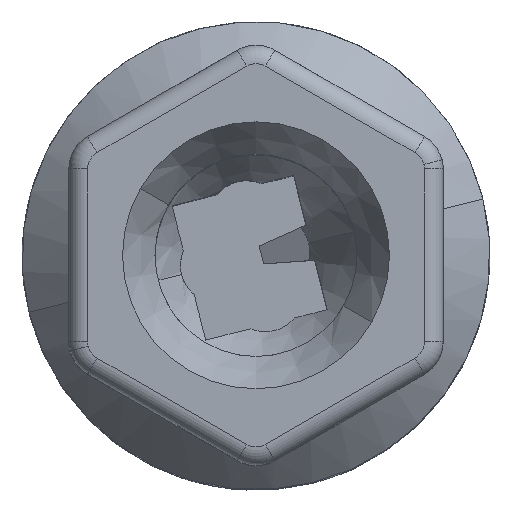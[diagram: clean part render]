
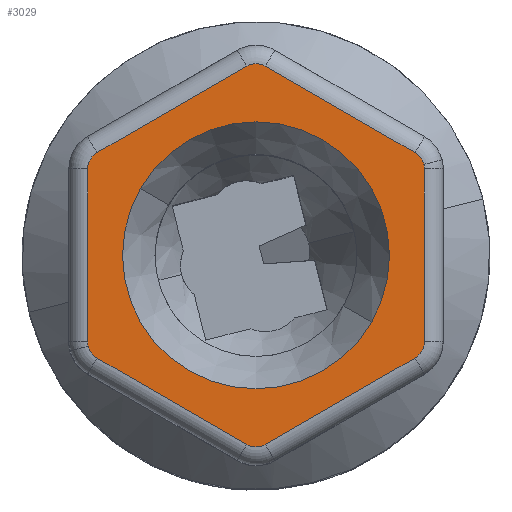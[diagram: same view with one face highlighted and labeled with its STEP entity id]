
A CAD part, top view. The second image highlights one B-rep face of the part: STEP entity #3029.
In plain terms, the highlighted planar face has unit normal (0, 0, 1).
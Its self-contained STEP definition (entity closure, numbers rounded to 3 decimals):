
#58 = EDGE_CURVE ( 'NONE', #1996, #2045, #1009, .T. ) ;
#215 = EDGE_CURVE ( 'NONE', #1630, #10551, #10659, .T. ) ;
#283 = DIRECTION ( 'NONE',  ( -0.97, -0.242, 0. ) ) ;
#513 = VERTEX_POINT ( 'NONE', #865 ) ;
#721 = CARTESIAN_POINT ( 'NONE',  ( -4.25, -2.742, 43.35 ) ) ;
#745 = ORIENTED_EDGE ( 'NONE', *, *, #6629, .F. ) ;
#758 = CARTESIAN_POINT ( 'NONE',  ( -4., -2.309, 43.35 ) ) ;
#865 = CARTESIAN_POINT ( 'NONE',  ( 0.25, 5.052, 43.35 ) ) ;
#961 = VERTEX_POINT ( 'NONE', #4173 ) ;
#971 = DIRECTION ( 'NONE',  ( -0.97, -0.242, 0. ) ) ;
#1009 = CIRCLE ( 'NONE', #6711, 3.566 ) ;
#1154 = AXIS2_PLACEMENT_3D ( 'NONE', #9864, #3676, #283 ) ;
#1341 = VERTEX_POINT ( 'NONE', #3074 ) ;
#1440 = VECTOR ( 'NONE', #9468, 1000. ) ;
#1510 = DIRECTION ( 'NONE',  ( -0.97, -0.242, 0. ) ) ;
#1520 = ORIENTED_EDGE ( 'NONE', *, *, #4016, .F. ) ;
#1538 = ORIENTED_EDGE ( 'NONE', *, *, #8797, .T. ) ;
#1591 = ORIENTED_EDGE ( 'NONE', *, *, #1958, .F. ) ;
#1630 = VERTEX_POINT ( 'NONE', #6469 ) ;
#1772 = CARTESIAN_POINT ( 'NONE',  ( 5.018, -3.2, 43.35 ) ) ;
#1824 = DIRECTION ( 'NONE',  ( 0., 0., -1. ) ) ;
#1868 = EDGE_CURVE ( 'NONE', #14140, #5494, #7116, .T. ) ;
#1927 = PLANE ( 'NONE',  #4195 ) ;
#1958 = EDGE_CURVE ( 'NONE', #8055, #15077, #2595, .T. ) ;
#1996 = VERTEX_POINT ( 'NONE', #12658 ) ;
#2045 = VERTEX_POINT ( 'NONE', #10487 ) ;
#2176 = CARTESIAN_POINT ( 'NONE',  ( 0., 0., 43.35 ) ) ;
#2285 = ORIENTED_EDGE ( 'NONE', *, *, #5283, .F. ) ;
#2356 = CARTESIAN_POINT ( 'NONE',  ( -4.5, -2.309, 43.35 ) ) ;
#2506 = CARTESIAN_POINT ( 'NONE',  ( 1.155, -4.53, 43.35 ) ) ;
#2539 = CARTESIAN_POINT ( 'NONE',  ( -4.485, -2.43, 43.35 ) ) ;
#2595 = CIRCLE ( 'NONE', #6792, 0.5 ) ;
#2597 = ORIENTED_EDGE ( 'NONE', *, *, #11474, .F. ) ;
#2793 = AXIS2_PLACEMENT_3D ( 'NONE', #3871, #6116, #14305 ) ;
#2981 = ORIENTED_EDGE ( 'NONE', *, *, #1868, .T. ) ;
#3029 = ADVANCED_FACE ( 'NONE', ( #8973, #12299 ), #1927, .T. ) ;
#3069 = DIRECTION ( 'NONE',  ( 0.866, -0.5, 0. ) ) ;
#3074 = CARTESIAN_POINT ( 'NONE',  ( 4.25, -2.742, 43.35 ) ) ;
#3144 = EDGE_CURVE ( 'NONE', #10350, #6993, #5169, .T. ) ;
#3289 = CARTESIAN_POINT ( 'NONE',  ( -4., -2.309, 43.35 ) ) ;
#3488 = CARTESIAN_POINT ( 'NONE',  ( -4.5, 2.309, 43.35 ) ) ;
#3676 = DIRECTION ( 'NONE',  ( 0., 0., -1. ) ) ;
#3695 = CARTESIAN_POINT ( 'NONE',  ( 4.485, 2.43, 43.35 ) ) ;
#3763 = LINE ( 'NONE', #9875, #6632 ) ;
#3871 = CARTESIAN_POINT ( 'NONE',  ( 0., 4.619, 43.35 ) ) ;
#3875 = AXIS2_PLACEMENT_3D ( 'NONE', #9243, #6157, #1510 ) ;
#3880 = DIRECTION ( 'NONE',  ( 0., 0., -1. ) ) ;
#3904 = LINE ( 'NONE', #2506, #14668 ) ;
#3986 = AXIS2_PLACEMENT_3D ( 'NONE', #14391, #3880, #6358 ) ;
#4016 = EDGE_CURVE ( 'NONE', #7508, #11653, #10543, .T. ) ;
#4033 = EDGE_CURVE ( 'NONE', #14140, #1341, #5848, .T. ) ;
#4173 = CARTESIAN_POINT ( 'NONE',  ( -0.25, 5.052, 43.35 ) ) ;
#4195 = AXIS2_PLACEMENT_3D ( 'NONE', #1772, #12527, #11213 ) ;
#5150 = VERTEX_POINT ( 'NONE', #13435 ) ;
#5169 = LINE ( 'NONE', #7486, #10390 ) ;
#5283 = EDGE_CURVE ( 'NONE', #10350, #8055, #11921, .T. ) ;
#5390 = EDGE_CURVE ( 'NONE', #5150, #6993, #7233, .T. ) ;
#5494 = VERTEX_POINT ( 'NONE', #5919 ) ;
#5516 = EDGE_CURVE ( 'NONE', #5150, #1341, #3904, .T. ) ;
#5559 = VECTOR ( 'NONE', #11041, 1000. ) ;
#5848 = CIRCLE ( 'NONE', #1154, 0.5 ) ;
#5919 = CARTESIAN_POINT ( 'NONE',  ( 4.5, 2.309, 43.35 ) ) ;
#5992 = DIRECTION ( 'NONE',  ( 0., 0., 1. ) ) ;
#6116 = DIRECTION ( 'NONE',  ( 0., 0., -1. ) ) ;
#6157 = DIRECTION ( 'NONE',  ( 0., 0., -1. ) ) ;
#6251 = CARTESIAN_POINT ( 'NONE',  ( 4.5, 1.283, 43.35 ) ) ;
#6358 = DIRECTION ( 'NONE',  ( -0.97, -0.242, 0. ) ) ;
#6469 = CARTESIAN_POINT ( 'NONE',  ( 4.25, 2.742, 43.35 ) ) ;
#6593 = LINE ( 'NONE', #11162, #13119 ) ;
#6629 = EDGE_CURVE ( 'NONE', #961, #513, #7484, .T. ) ;
#6632 = VECTOR ( 'NONE', #13430, 1000. ) ;
#6711 = AXIS2_PLACEMENT_3D ( 'NONE', #2176, #8214, #12925 ) ;
#6792 = AXIS2_PLACEMENT_3D ( 'NONE', #758, #1824, #10340 ) ;
#6964 = CARTESIAN_POINT ( 'NONE',  ( -4.25, 2.742, 43.35 ) ) ;
#6993 = VERTEX_POINT ( 'NONE', #8658 ) ;
#7116 = LINE ( 'NONE', #6251, #5559 ) ;
#7233 = CIRCLE ( 'NONE', #7739, 0.5 ) ;
#7255 = ORIENTED_EDGE ( 'NONE', *, *, #5516, .T. ) ;
#7274 = EDGE_LOOP ( 'NONE', ( #11256, #13896 ) ) ;
#7484 = CIRCLE ( 'NONE', #2793, 0.5 ) ;
#7486 = CARTESIAN_POINT ( 'NONE',  ( 1.543, -6.087, 43.35 ) ) ;
#7508 = VERTEX_POINT ( 'NONE', #3488 ) ;
#7739 = AXIS2_PLACEMENT_3D ( 'NONE', #10339, #8084, #9320 ) ;
#8006 = CARTESIAN_POINT ( 'NONE',  ( -1.484, 6.053, 43.35 ) ) ;
#8055 = VERTEX_POINT ( 'NONE', #2539 ) ;
#8084 = DIRECTION ( 'NONE',  ( 0., 0., -1. ) ) ;
#8214 = DIRECTION ( 'NONE',  ( 0., 0., 1. ) ) ;
#8370 = AXIS2_PLACEMENT_3D ( 'NONE', #15271, #5992, #9548 ) ;
#8658 = CARTESIAN_POINT ( 'NONE',  ( -0.25, -5.052, 43.35 ) ) ;
#8797 = EDGE_CURVE ( 'NONE', #7508, #15077, #6593, .T. ) ;
#8833 = DIRECTION ( 'NONE',  ( 0., -1., 0. ) ) ;
#8973 = FACE_BOUND ( 'NONE', #7274, .T. ) ;
#9173 = AXIS2_PLACEMENT_3D ( 'NONE', #14859, #11455, #11382 ) ;
#9243 = CARTESIAN_POINT ( 'NONE',  ( -4., 2.309, 43.35 ) ) ;
#9316 = LINE ( 'NONE', #8006, #1440 ) ;
#9320 = DIRECTION ( 'NONE',  ( -0.97, -0.242, 0. ) ) ;
#9468 = DIRECTION ( 'NONE',  ( -0.866, 0.5, 0. ) ) ;
#9522 = ORIENTED_EDGE ( 'NONE', *, *, #215, .F. ) ;
#9548 = DIRECTION ( 'NONE',  ( 0.866, -0.5, 0. ) ) ;
#9851 = CIRCLE ( 'NONE', #8370, 3.566 ) ;
#9864 = CARTESIAN_POINT ( 'NONE',  ( 4., -2.309, 43.35 ) ) ;
#9875 = CARTESIAN_POINT ( 'NONE',  ( -1.11, 4.555, 43.35 ) ) ;
#9876 = CARTESIAN_POINT ( 'NONE',  ( 4.5, -2.309, 43.35 ) ) ;
#10339 = CARTESIAN_POINT ( 'NONE',  ( 0., -4.619, 43.35 ) ) ;
#10340 = DIRECTION ( 'NONE',  ( -0.97, -0.242, 0. ) ) ;
#10350 = VERTEX_POINT ( 'NONE', #721 ) ;
#10390 = VECTOR ( 'NONE', #3069, 1000. ) ;
#10487 = CARTESIAN_POINT ( 'NONE',  ( 3.088, -1.783, 43.35 ) ) ;
#10543 = CIRCLE ( 'NONE', #3875, 0.5 ) ;
#10551 = VERTEX_POINT ( 'NONE', #3695 ) ;
#10659 = CIRCLE ( 'NONE', #3986, 0.5 ) ;
#10865 = DIRECTION ( 'NONE',  ( 0.866, 0.5, 0. ) ) ;
#11041 = DIRECTION ( 'NONE',  ( 0., 1., 0. ) ) ;
#11162 = CARTESIAN_POINT ( 'NONE',  ( -4.5, -0.961, 43.35 ) ) ;
#11213 = DIRECTION ( 'NONE',  ( 0.97, 0.242, 0. ) ) ;
#11256 = ORIENTED_EDGE ( 'NONE', *, *, #15003, .F. ) ;
#11293 = ORIENTED_EDGE ( 'NONE', *, *, #11978, .T. ) ;
#11382 = DIRECTION ( 'NONE',  ( -0.97, -0.242, 0. ) ) ;
#11455 = DIRECTION ( 'NONE',  ( 0., 0., -1. ) ) ;
#11474 = EDGE_CURVE ( 'NONE', #10551, #5494, #12395, .T. ) ;
#11649 = ORIENTED_EDGE ( 'NONE', *, *, #12178, .T. ) ;
#11653 = VERTEX_POINT ( 'NONE', #6964 ) ;
#11921 = CIRCLE ( 'NONE', #12187, 0.5 ) ;
#11978 = EDGE_CURVE ( 'NONE', #961, #11653, #3763, .T. ) ;
#12178 = EDGE_CURVE ( 'NONE', #1630, #513, #9316, .T. ) ;
#12187 = AXIS2_PLACEMENT_3D ( 'NONE', #3289, #15124, #971 ) ;
#12299 = FACE_OUTER_BOUND ( 'NONE', #13019, .T. ) ;
#12395 = CIRCLE ( 'NONE', #9173, 0.5 ) ;
#12527 = DIRECTION ( 'NONE',  ( 0., 0., 1. ) ) ;
#12557 = ORIENTED_EDGE ( 'NONE', *, *, #3144, .T. ) ;
#12658 = CARTESIAN_POINT ( 'NONE',  ( -3.088, 1.783, 43.35 ) ) ;
#12925 = DIRECTION ( 'NONE',  ( 0.866, -0.5, 0. ) ) ;
#13001 = ORIENTED_EDGE ( 'NONE', *, *, #5390, .F. ) ;
#13019 = EDGE_LOOP ( 'NONE', ( #11649, #745, #11293, #1520, #1538, #1591, #2285, #12557, #13001, #7255, #14118, #2981, #2597, #9522 ) ) ;
#13119 = VECTOR ( 'NONE', #8833, 1000. ) ;
#13430 = DIRECTION ( 'NONE',  ( -0.866, -0.5, 0. ) ) ;
#13435 = CARTESIAN_POINT ( 'NONE',  ( 0.25, -5.052, 43.35 ) ) ;
#13896 = ORIENTED_EDGE ( 'NONE', *, *, #58, .F. ) ;
#14118 = ORIENTED_EDGE ( 'NONE', *, *, #4033, .F. ) ;
#14140 = VERTEX_POINT ( 'NONE', #9876 ) ;
#14305 = DIRECTION ( 'NONE',  ( -0.97, -0.242, 0. ) ) ;
#14391 = CARTESIAN_POINT ( 'NONE',  ( 4., 2.309, 43.35 ) ) ;
#14668 = VECTOR ( 'NONE', #10865, 1000. ) ;
#14859 = CARTESIAN_POINT ( 'NONE',  ( 4., 2.309, 43.35 ) ) ;
#15003 = EDGE_CURVE ( 'NONE', #2045, #1996, #9851, .T. ) ;
#15077 = VERTEX_POINT ( 'NONE', #2356 ) ;
#15124 = DIRECTION ( 'NONE',  ( 0., 0., -1. ) ) ;
#15271 = CARTESIAN_POINT ( 'NONE',  ( 0., 0., 43.35 ) ) ;
